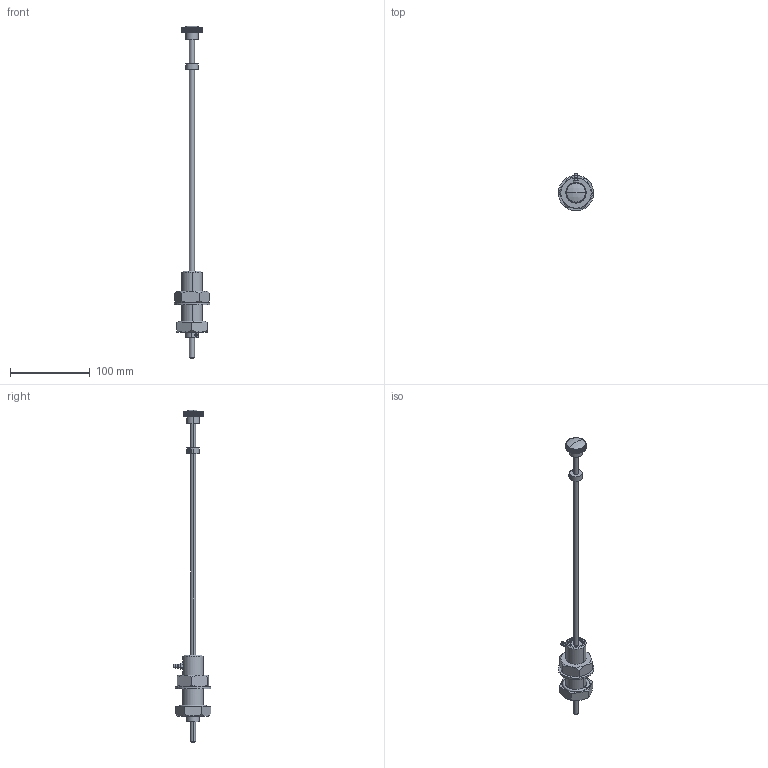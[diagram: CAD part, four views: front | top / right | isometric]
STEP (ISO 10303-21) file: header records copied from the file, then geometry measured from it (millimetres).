
FILE_DESCRIPTION (( 'STEP AP214' ), '1' );
FILE_NAME ('BPRL-10.STEP', '2020-01-10T00:27:12', ( '' ), ( '' ), 'SwSTEP 2.0', 'SolidWorks 2010', '' );
FILE_SCHEMA (( 'AUTOMOTIVE_DESIGN' ));
Length unit declared in the file: inch
Products named in the file (1): BPRL-10
Bounding box: 44.44 x 47.06 x 415.8 mm (x, y, z)
Surface area: 29023 mm2 (no closed solid volume)
Topology: 0 solids, 22 shells, 458 faces, 1461 edges, 976 vertices
Faces by surface type: plane 268, cylinder 132, cone 52, torus 4, sphere 2
Entity records: 22472 total; most frequent: CARTESIAN_POINT 3548, DIRECTION 2700, ORIENTED_EDGE 2564, EDGE_CURVE 1457, LINE 1012, VECTOR 1012, VERTEX_POINT 976, AXIS2_PLACEMENT_3D 844
